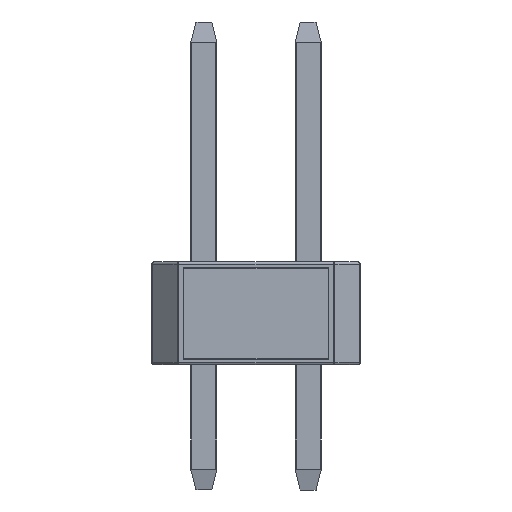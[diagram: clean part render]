
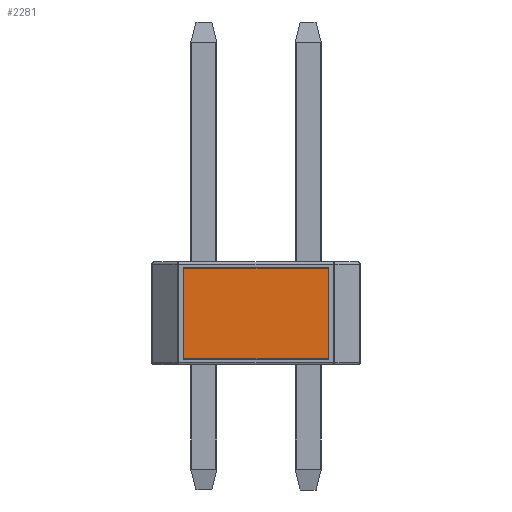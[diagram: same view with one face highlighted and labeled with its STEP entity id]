
A CAD part, left-side view. The second image highlights one B-rep face of the part: STEP entity #2281.
In plain terms, the highlighted planar face has unit normal (-1, 0, 0).
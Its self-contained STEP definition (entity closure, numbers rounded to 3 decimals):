
#330=FACE_OUTER_BOUND('',#456,.T.);
#456=EDGE_LOOP('',(#1858,#1859,#1860,#1861));
#595=LINE('',#3533,#811);
#596=LINE('',#3538,#812);
#599=LINE('',#3546,#815);
#601=LINE('',#3549,#817);
#811=VECTOR('',#2830,10.);
#812=VECTOR('',#2835,10.);
#815=VECTOR('',#2844,10.);
#817=VECTOR('',#2848,10.);
#1008=VERTEX_POINT('',#3530);
#1009=VERTEX_POINT('',#3532);
#1010=VERTEX_POINT('',#3536);
#1011=VERTEX_POINT('',#3537);
#1224=EDGE_CURVE('',#1009,#1008,#595,.T.);
#1226=EDGE_CURVE('',#1010,#1011,#596,.T.);
#1231=EDGE_CURVE('',#1008,#1010,#599,.T.);
#1233=EDGE_CURVE('',#1011,#1009,#601,.T.);
#1858=ORIENTED_EDGE('',*,*,#1231,.T.);
#1859=ORIENTED_EDGE('',*,*,#1226,.T.);
#1860=ORIENTED_EDGE('',*,*,#1233,.T.);
#1861=ORIENTED_EDGE('',*,*,#1224,.T.);
#2044=PLANE('',#2527);
#2281=ADVANCED_FACE('',(#330),#2044,.T.);
#2527=AXIS2_PLACEMENT_3D('',#3747,#3099,#3100);
#2830=DIRECTION('',(0.,1.,0.));
#2835=DIRECTION('',(0.,-1.,0.));
#2844=DIRECTION('',(0.,0.,-1.));
#2848=DIRECTION('',(0.,0.,1.));
#3099=DIRECTION('center_axis',(-1.,0.,0.));
#3100=DIRECTION('ref_axis',(0.,0.,1.));
#3530=CARTESIAN_POINT('',(-1.27,3.023,2.35));
#3532=CARTESIAN_POINT('',(-1.27,-0.488,2.35));
#3533=CARTESIAN_POINT('',(-1.27,3.023,2.35));
#3536=CARTESIAN_POINT('',(-1.27,3.023,0.15));
#3537=CARTESIAN_POINT('',(-1.27,-0.488,0.15));
#3538=CARTESIAN_POINT('',(-1.27,-0.488,0.15));
#3546=CARTESIAN_POINT('',(-1.27,3.023,0.15));
#3549=CARTESIAN_POINT('',(-1.27,-0.488,2.35));
#3747=CARTESIAN_POINT('Origin',(-1.27,1.268,1.25));
